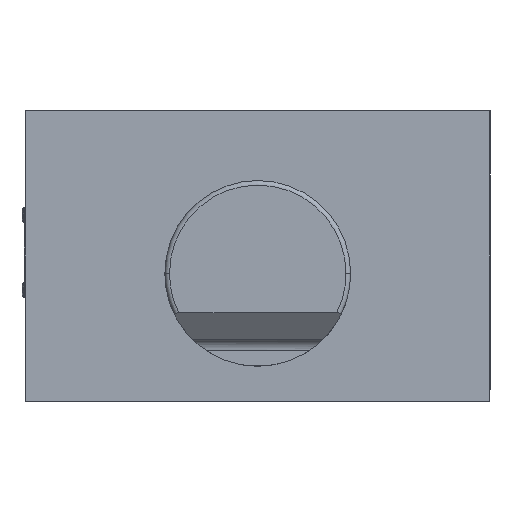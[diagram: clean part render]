
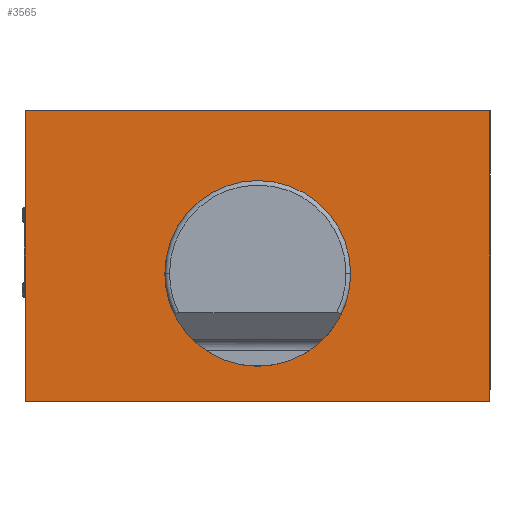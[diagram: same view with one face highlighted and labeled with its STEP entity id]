
A CAD part, front view. The second image highlights one B-rep face of the part: STEP entity #3565.
In plain terms, the highlighted planar face has unit normal (0, -1, 0).
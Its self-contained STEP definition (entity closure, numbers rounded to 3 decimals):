
#3565=ADVANCED_FACE('',(#7574,#7575),#7576,.F.);
#7574=FACE_BOUND('',#12431,.T.);
#7575=FACE_OUTER_BOUND('',#12432,.T.);
#7576=PLANE('',#12433);
#12431=EDGE_LOOP('',(#22552,#22553));
#12432=EDGE_LOOP('',(#22554,#22555,#22556,#22557));
#12433=AXIS2_PLACEMENT_3D('',#22558,#22559,#22560);
#22552=ORIENTED_EDGE('',*,*,#29813,.T.);
#22553=ORIENTED_EDGE('',*,*,#30025,.T.);
#22554=ORIENTED_EDGE('',*,*,#30005,.T.);
#22555=ORIENTED_EDGE('',*,*,#30067,.F.);
#22556=ORIENTED_EDGE('',*,*,#30070,.F.);
#22557=ORIENTED_EDGE('',*,*,#30064,.F.);
#22558=CARTESIAN_POINT('',(100.0,0.,62.5));
#22559=DIRECTION('',(0.0,1.0,0.0));
#22560=DIRECTION('',(0.0,0.0,1.0));
#29813=EDGE_CURVE('',#35990,#35987,#35991,.T.);
#30005=EDGE_CURVE('',#36272,#36270,#36273,.T.);
#30025=EDGE_CURVE('',#35987,#35990,#36293,.T.);
#30064=EDGE_CURVE('',#36272,#36332,#36333,.T.);
#30067=EDGE_CURVE('',#36336,#36270,#36337,.T.);
#30070=EDGE_CURVE('',#36332,#36336,#36340,.T.);
#35987=VERTEX_POINT('',#45177);
#35990=VERTEX_POINT('',#45181);
#35991=CIRCLE('',#45182,40.0);
#36270=VERTEX_POINT('',#45589);
#36272=VERTEX_POINT('',#45592);
#36273=LINE('',#45593,#45594);
#36293=CIRCLE('',#45615,40.0);
#36332=VERTEX_POINT('',#45654);
#36333=LINE('',#45655,#45656);
#36336=VERTEX_POINT('',#45660);
#36337=LINE('',#45661,#45662);
#36340=LINE('',#45666,#45667);
#45177=CARTESIAN_POINT('',(140.0,0.,55.));
#45181=CARTESIAN_POINT('',(60.,0.,55.));
#45182=AXIS2_PLACEMENT_3D('',#52713,#52714,#52715);
#45589=CARTESIAN_POINT('',(0.,0.,0.));
#45592=CARTESIAN_POINT('',(0.,0.,125.0));
#45593=CARTESIAN_POINT('',(0.,0.,62.5));
#45594=VECTOR('',#52982,1.0);
#45615=AXIS2_PLACEMENT_3D('',#53008,#53009,#53010);
#45654=CARTESIAN_POINT('',(200.0,0.,125.0));
#45655=CARTESIAN_POINT('',(100.0,0.,125.0));
#45656=VECTOR('',#53071,1.0);
#45660=CARTESIAN_POINT('',(200.0,0.,0.));
#45661=CARTESIAN_POINT('',(100.0,0.,0.));
#45662=VECTOR('',#53073,1.0);
#45666=CARTESIAN_POINT('',(200.0,0.,62.5));
#45667=VECTOR('',#53075,1.0);
#52713=CARTESIAN_POINT('',(100.0,0.,55.));
#52714=DIRECTION('',(-0.0,1.0,0.0));
#52715=DIRECTION('',(1.0,0.0,0.0));
#52982=DIRECTION('',(0.0,0.0,-1.0));
#53008=CARTESIAN_POINT('',(100.0,0.,55.));
#53009=DIRECTION('',(-0.0,1.0,0.0));
#53010=DIRECTION('',(1.0,0.0,0.0));
#53071=DIRECTION('',(1.0,0.0,0.0));
#53073=DIRECTION('',(-1.0,0.0,0.0));
#53075=DIRECTION('',(0.0,0.0,-1.0));
